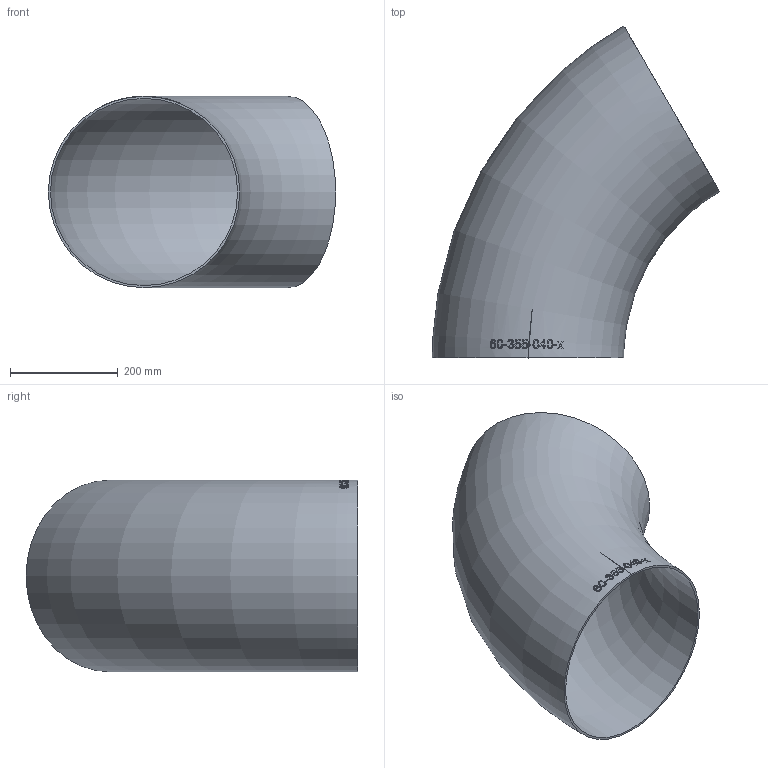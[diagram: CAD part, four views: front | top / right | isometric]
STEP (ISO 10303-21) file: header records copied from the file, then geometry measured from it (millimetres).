
FILE_DESCRIPTION (( 'STEP AP214' ), '1' );
FILE_NAME ('60-355-040-x Bogen 2004.STEP', '2020-04-27T11:53:38', ( '' ), ( '' ), 'SwSTEP 2.0', 'SolidWorks 2019', '' );
FILE_SCHEMA (( 'AUTOMOTIVE_DESIGN' ));
Length unit declared in the file: millimetre
Products named in the file (1): 60-355-040-x Bogen 2004
Bounding box: 533.7 x 616.44 x 355.6 mm (x, y, z)
Volume: 2470733.8 mm3; surface area: 1244241.6 mm2
Topology: 1 solids, 1 shells, 157 faces, 415 edges, 277 vertices
Faces by surface type: bspline 136, torus 19, plane 2
Entity records: 35024 total; most frequent: CARTESIAN_POINT 30686, ORIENTED_EDGE 824, EDGE_CURVE 412, B_SPLINE_CURVE_WITH_KNOTS 408, VERTEX_POINT 276, EDGE_LOOP 178, FACE_OUTER_BOUND 159, ADVANCED_FACE 157
